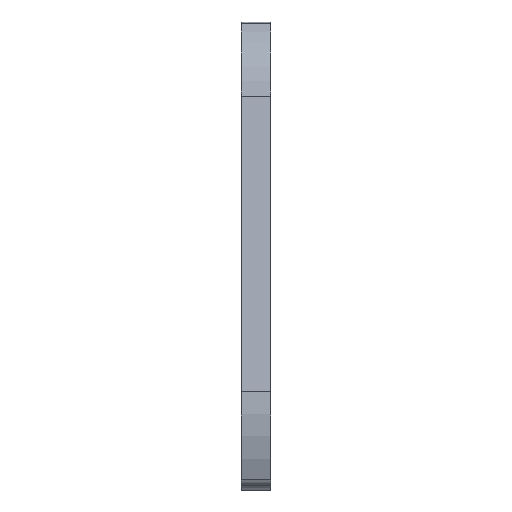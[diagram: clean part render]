
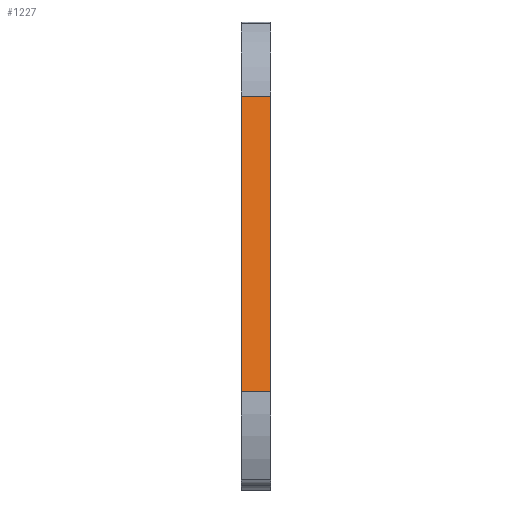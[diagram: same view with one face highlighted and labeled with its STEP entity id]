
A CAD part, left-side view. The second image highlights one B-rep face of the part: STEP entity #1227.
In plain terms, the highlighted planar face has unit normal (-0.984, 0, 0.18).
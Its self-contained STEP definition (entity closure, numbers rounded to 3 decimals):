
#73=PLANE('',#1375);
#132=FACE_OUTER_BOUND('',#206,.T.);
#206=EDGE_LOOP('',(#1060,#1061,#1062,#1063));
#231=LINE('',#1780,#326);
#235=LINE('',#1822,#330);
#256=LINE('',#1992,#351);
#316=LINE('',#2169,#411);
#326=VECTOR('',#1425,10.);
#330=VECTOR('',#1447,10.);
#351=VECTOR('',#1530,10.);
#411=VECTOR('',#1724,10.);
#500=VERTEX_POINT('',#1777);
#501=VERTEX_POINT('',#1779);
#513=VERTEX_POINT('',#1820);
#561=VERTEX_POINT('',#1990);
#622=EDGE_CURVE('',#500,#501,#231,.T.);
#637=EDGE_CURVE('',#500,#513,#235,.T.);
#691=EDGE_CURVE('',#513,#561,#256,.T.);
#776=EDGE_CURVE('',#501,#561,#316,.T.);
#1060=ORIENTED_EDGE('',*,*,#637,.T.);
#1061=ORIENTED_EDGE('',*,*,#691,.T.);
#1062=ORIENTED_EDGE('',*,*,#776,.F.);
#1063=ORIENTED_EDGE('',*,*,#622,.F.);
#1227=ADVANCED_FACE('',(#132),#73,.T.);
#1375=AXIS2_PLACEMENT_3D('',#2168,#1722,#1723);
#1425=DIRECTION('',(0.,1.,0.));
#1447=DIRECTION('',(0.18,0.,0.984));
#1530=DIRECTION('',(0.,1.,0.));
#1722=DIRECTION('center_axis',(-0.984,0.,0.18));
#1723=DIRECTION('ref_axis',(0.18,0.,0.984));
#1724=DIRECTION('',(0.18,0.,0.984));
#1777=CARTESIAN_POINT('',(-26.561,0.,4.85));
#1779=CARTESIAN_POINT('',(-26.561,5.,4.85));
#1780=CARTESIAN_POINT('',(-26.561,0.,4.85));
#1820=CARTESIAN_POINT('',(-17.461,0.,54.688));
#1822=CARTESIAN_POINT('',(-26.561,0.,4.85));
#1990=CARTESIAN_POINT('',(-17.461,5.,54.688));
#1992=CARTESIAN_POINT('',(-17.461,0.,54.688));
#2168=CARTESIAN_POINT('Origin',(-26.561,0.,4.85));
#2169=CARTESIAN_POINT('',(-26.561,5.,4.85));
